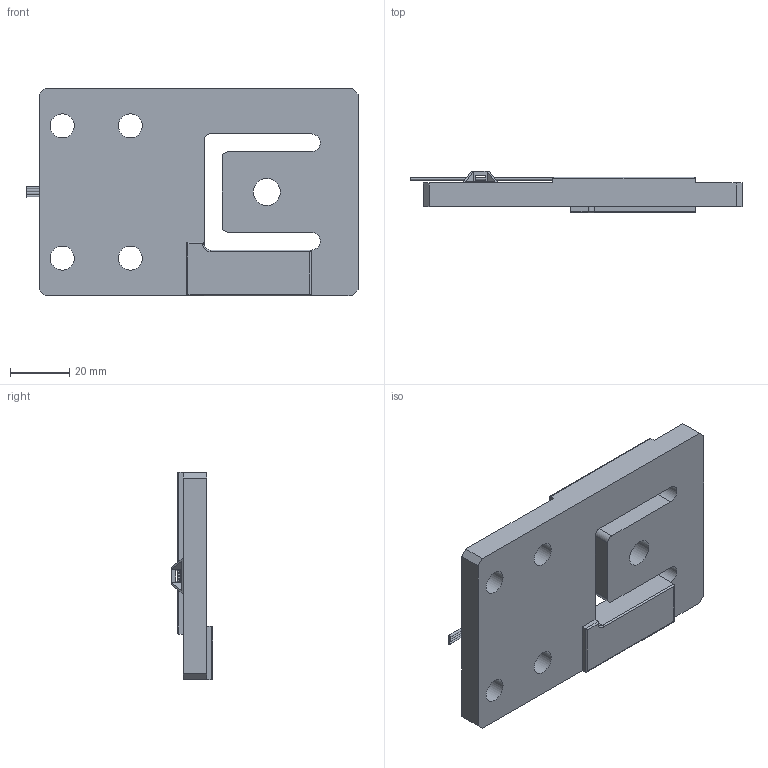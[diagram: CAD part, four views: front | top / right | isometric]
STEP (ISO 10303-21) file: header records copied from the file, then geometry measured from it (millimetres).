
FILE_DESCRIPTION(/* description */ (''),/* implementation_level */ '2;1');
FILE_NAME(/* name */ '202UA-150kg v1.step',/* time_stamp */ '2020-01-21T14:24:56-08:00',/* author */ (''),/* organization */ (''),/* preprocessor_version */ 'ST-DEVELOPER v18',/* originating_system */ 'Autodesk Translation Framework v8.12.0.6',/* authorisation */ '');
FILE_SCHEMA (('AUTOMOTIVE_DESIGN { 1 0 10303 214 3 1 1 }'));
Length unit declared in the file: millimetre
Products named in the file (1): 202UA-150kg
Bounding box: 111.7 x 13.9 x 69.9 mm (x, y, z)
Volume: 56150.9 mm3; surface area: 19985 mm2
Topology: 1 solids, 1 shells, 96 faces, 291 edges, 188 vertices
Faces by surface type: plane 67, cylinder 27, torus 2
Full cylindrical faces by diameter (mm): 0.9 x4, 8.1 x4, 9.1 x1
Entity records: 3336 total; most frequent: ORIENTED_EDGE 582, CARTESIAN_POINT 576, DIRECTION 565, EDGE_CURVE 291, LINE 211, VECTOR 211, VERTEX_POINT 188, AXIS2_PLACEMENT_3D 177
